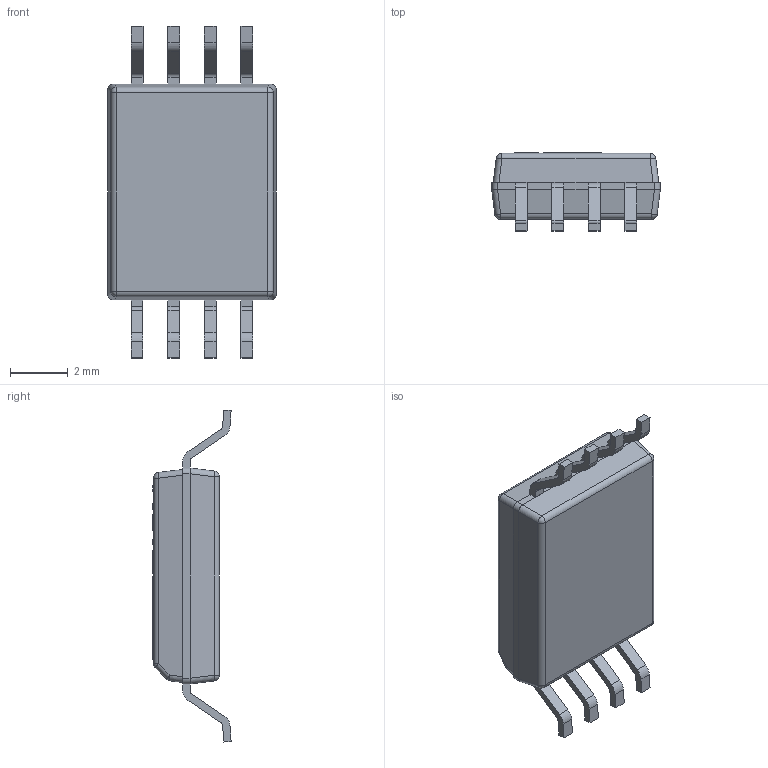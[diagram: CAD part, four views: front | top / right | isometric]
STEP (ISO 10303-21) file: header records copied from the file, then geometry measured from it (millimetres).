
FILE_DESCRIPTION (( 'STEP AP214' ), '1' );
FILE_NAME ('AMC1211V2.STEP', '2019-07-10T14:52:26', ( '' ), ( '' ), 'SwSTEP 2.0', 'SolidWorks 2018', '' );
FILE_SCHEMA (( 'AUTOMOTIVE_DESIGN' ));
Length unit declared in the file: inch
Products named in the file (2): AMC1211V2
Bounding box: 5.85 x 2.72 x 11.54 mm (x, y, z)
Volume: 96.9 mm3; surface area: 167.2 mm2
Topology: 9 solids, 9 shells, 275 faces, 701 edges, 457 vertices
Faces by surface type: plane 186, cylinder 57, bspline 20, sphere 12
Entity records: 10817 total; most frequent: CARTESIAN_POINT 2707, ORIENTED_EDGE 1402, DIRECTION 1263, EDGE_CURVE 701, VECTOR 541, LINE 541, VERTEX_POINT 457, AXIS2_PLACEMENT_3D 361
